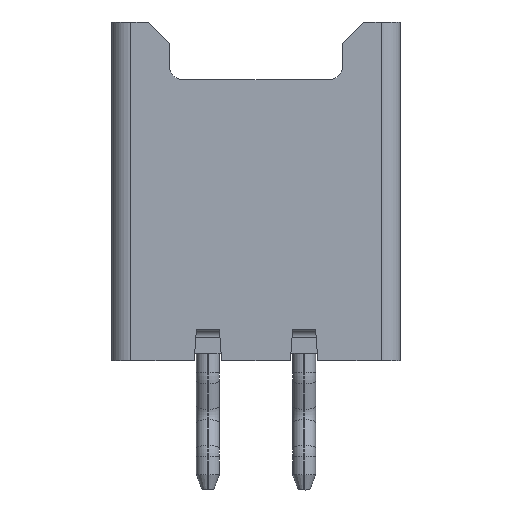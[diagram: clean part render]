
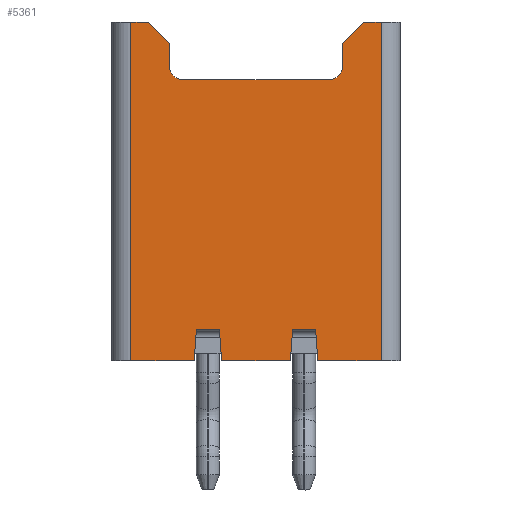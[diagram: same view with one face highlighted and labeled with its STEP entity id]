
A CAD part, front view. The second image highlights one B-rep face of the part: STEP entity #5361.
In plain terms, the highlighted planar face has unit normal (0, -1, 0).
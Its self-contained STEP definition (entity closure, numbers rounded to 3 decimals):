
#222=CIRCLE('',#5759,0.35);
#229=CIRCLE('',#5826,0.35);
#570=FACE_OUTER_BOUND('',#870,.T.);
#870=EDGE_LOOP('',(#4439,#4440,#4441,#4442,#4443,#4444,#4445,#4446,#4447,
#4448,#4449,#4450,#4451,#4452,#4453,#4454,#4455,#4456,#4457,#4458));
#1161=LINE('',#8206,#1713);
#1213=LINE('',#8315,#1765);
#1214=LINE('',#8321,#1766);
#1218=LINE('',#8329,#1770);
#1229=LINE('',#8356,#1781);
#1236=LINE('',#8369,#1788);
#1240=LINE('',#8376,#1792);
#1243=LINE('',#8382,#1795);
#1328=LINE('',#8553,#1880);
#1330=LINE('',#8556,#1882);
#1335=LINE('',#8565,#1887);
#1358=LINE('',#8615,#1910);
#1365=LINE('',#8629,#1917);
#1366=LINE('',#8632,#1918);
#1404=LINE('',#8718,#1956);
#1405=LINE('',#8720,#1957);
#1406=LINE('',#8722,#1958);
#1407=LINE('',#8723,#1959);
#1713=VECTOR('',#6810,10.);
#1765=VECTOR('',#6894,10.);
#1766=VECTOR('',#6901,10.);
#1770=VECTOR('',#6907,10.);
#1781=VECTOR('',#6926,10.);
#1788=VECTOR('',#6939,10.);
#1792=VECTOR('',#6945,10.);
#1795=VECTOR('',#6948,10.);
#1880=VECTOR('',#7107,10.);
#1882=VECTOR('',#7111,10.);
#1887=VECTOR('',#7118,10.);
#1910=VECTOR('',#7161,10.);
#1917=VECTOR('',#7178,10.);
#1918=VECTOR('',#7181,10.);
#1956=VECTOR('',#7259,10.);
#1957=VECTOR('',#7260,10.);
#1958=VECTOR('',#7261,10.);
#1959=VECTOR('',#7262,10.);
#2245=VERTEX_POINT('',#8203);
#2246=VERTEX_POINT('',#8205);
#2282=VERTEX_POINT('',#8301);
#2285=VERTEX_POINT('',#8307);
#2286=VERTEX_POINT('',#8311);
#2287=VERTEX_POINT('',#8313);
#2288=VERTEX_POINT('',#8319);
#2289=VERTEX_POINT('',#8320);
#2291=VERTEX_POINT('',#8326);
#2292=VERTEX_POINT('',#8328);
#2304=VERTEX_POINT('',#8354);
#2307=VERTEX_POINT('',#8368);
#2311=VERTEX_POINT('',#8379);
#2312=VERTEX_POINT('',#8381);
#2361=VERTEX_POINT('',#8552);
#2364=VERTEX_POINT('',#8563);
#2384=VERTEX_POINT('',#8631);
#2412=VERTEX_POINT('',#8717);
#2413=VERTEX_POINT('',#8719);
#2414=VERTEX_POINT('',#8721);
#2853=EDGE_CURVE('',#2245,#2246,#1161,.T.);
#2908=EDGE_CURVE('',#2286,#2287,#1213,.T.);
#2909=EDGE_CURVE('',#2282,#2286,#222,.T.);
#2910=EDGE_CURVE('',#2288,#2289,#1214,.T.);
#2914=EDGE_CURVE('',#2291,#2292,#1218,.T.);
#2927=EDGE_CURVE('',#2304,#2289,#1229,.T.);
#2934=EDGE_CURVE('',#2291,#2307,#1236,.T.);
#2938=EDGE_CURVE('',#2288,#2307,#1240,.T.);
#2941=EDGE_CURVE('',#2311,#2312,#1243,.T.);
#3030=EDGE_CURVE('',#2361,#2245,#1328,.T.);
#3032=EDGE_CURVE('',#2361,#2282,#1330,.T.);
#3037=EDGE_CURVE('',#2285,#2364,#1335,.T.);
#3062=EDGE_CURVE('',#2246,#2304,#1358,.T.);
#3069=EDGE_CURVE('',#2311,#2292,#1365,.T.);
#3070=EDGE_CURVE('',#2384,#2312,#1366,.T.);
#3072=EDGE_CURVE('',#2287,#2285,#229,.T.);
#3113=EDGE_CURVE('',#2364,#2412,#1404,.T.);
#3114=EDGE_CURVE('',#2412,#2413,#1405,.T.);
#3115=EDGE_CURVE('',#2413,#2414,#1406,.T.);
#3116=EDGE_CURVE('',#2414,#2384,#1407,.T.);
#4439=ORIENTED_EDGE('',*,*,#2910,.T.);
#4440=ORIENTED_EDGE('',*,*,#2927,.F.);
#4441=ORIENTED_EDGE('',*,*,#3062,.F.);
#4442=ORIENTED_EDGE('',*,*,#2853,.F.);
#4443=ORIENTED_EDGE('',*,*,#3030,.F.);
#4444=ORIENTED_EDGE('',*,*,#3032,.T.);
#4445=ORIENTED_EDGE('',*,*,#2909,.T.);
#4446=ORIENTED_EDGE('',*,*,#2908,.T.);
#4447=ORIENTED_EDGE('',*,*,#3072,.T.);
#4448=ORIENTED_EDGE('',*,*,#3037,.T.);
#4449=ORIENTED_EDGE('',*,*,#3113,.T.);
#4450=ORIENTED_EDGE('',*,*,#3114,.T.);
#4451=ORIENTED_EDGE('',*,*,#3115,.T.);
#4452=ORIENTED_EDGE('',*,*,#3116,.T.);
#4453=ORIENTED_EDGE('',*,*,#3070,.T.);
#4454=ORIENTED_EDGE('',*,*,#2941,.F.);
#4455=ORIENTED_EDGE('',*,*,#3069,.T.);
#4456=ORIENTED_EDGE('',*,*,#2914,.F.);
#4457=ORIENTED_EDGE('',*,*,#2934,.T.);
#4458=ORIENTED_EDGE('',*,*,#2938,.F.);
#4777=PLANE('',#5844);
#5361=ADVANCED_FACE('',(#570),#4777,.T.);
#5759=AXIS2_PLACEMENT_3D('',#8317,#6897,#6898);
#5826=AXIS2_PLACEMENT_3D('',#8635,#7185,#7186);
#5844=AXIS2_PLACEMENT_3D('',#8716,#7257,#7258);
#6810=DIRECTION('',(1.,0.,0.));
#6894=DIRECTION('',(-1.,0.,0.));
#6897=DIRECTION('center_axis',(0.,1.,0.));
#6898=DIRECTION('ref_axis',(0.,0.,
-1.));
#6901=DIRECTION('',(0.07,0.,-0.998));
#6907=DIRECTION('',(-1.,0.,0.));
#6926=DIRECTION('',(-1.,0.,0.));
#6939=DIRECTION('',(0.07,0.,0.998));
#6945=DIRECTION('',(-1.,0.,0.));
#6948=DIRECTION('',(-1.,0.,0.));
#7107=DIRECTION('',(0.707,0.,0.707));
#7111=DIRECTION('',(0.,0.,-1.));
#7118=DIRECTION('',(0.,0.,1.));
#7161=DIRECTION('',(0.,0.,-1.));
#7178=DIRECTION('',(0.07,0.,-0.998));
#7181=DIRECTION('',(0.07,0.,0.998));
#7185=DIRECTION('center_axis',(0.,1.,0.));
#7186=DIRECTION('ref_axis',(-1.,0.,0.));
#7257=DIRECTION('center_axis',(0.,-1.,0.));
#7258=DIRECTION('ref_axis',(0.,0.,
-1.));
#7259=DIRECTION('',(-0.707,0.,0.707));
#7260=DIRECTION('',(-1.,0.,0.));
#7261=DIRECTION('',(0.,0.,-1.));
#7262=DIRECTION('',(1.,0.,0.));
#8203=CARTESIAN_POINT('',(-13.542,-5.721,3.925));
#8205=CARTESIAN_POINT('',(-13.092,-5.721,3.925));
#8206=CARTESIAN_POINT('',(-13.542,-5.721,3.925));
#8301=CARTESIAN_POINT('',(-14.092,-5.721,2.775));
#8307=CARTESIAN_POINT('',(-18.592,-5.721,2.775));
#8311=CARTESIAN_POINT('',(-14.442,-5.721,2.425));
#8313=CARTESIAN_POINT('',(-18.242,-5.721,2.425));
#8315=CARTESIAN_POINT('',(-14.442,-5.721,2.425));
#8317=CARTESIAN_POINT('Origin',(-14.442,-5.721,2.775));
#8319=CARTESIAN_POINT('',(-14.792,-5.721,-4.075));
#8320=CARTESIAN_POINT('',(-14.736,-5.721,-4.875));
#8321=CARTESIAN_POINT('',(-14.792,-5.721,-4.075));
#8326=CARTESIAN_POINT('',(-15.448,-5.721,-4.875));
#8328=CARTESIAN_POINT('',(-17.236,-5.721,-4.875));
#8329=CARTESIAN_POINT('',(-15.448,-5.721,-4.875));
#8354=CARTESIAN_POINT('',(-13.092,-5.721,-4.875));
#8356=CARTESIAN_POINT('',(-13.092,-5.721,-4.875));
#8368=CARTESIAN_POINT('',(-15.392,-5.721,-4.075));
#8369=CARTESIAN_POINT('',(-15.448,-5.721,-4.875));
#8376=CARTESIAN_POINT('',(-14.792,-5.721,-4.075));
#8379=CARTESIAN_POINT('',(-17.292,-5.721,-4.075));
#8381=CARTESIAN_POINT('',(-17.892,-5.721,-4.075));
#8382=CARTESIAN_POINT('',(-17.292,-5.721,-4.075));
#8552=CARTESIAN_POINT('',(-14.092,-5.721,3.375));
#8553=CARTESIAN_POINT('',(-14.092,-5.721,3.375));
#8556=CARTESIAN_POINT('',(-14.092,-5.721,3.375));
#8563=CARTESIAN_POINT('',(-18.592,-5.721,3.375));
#8565=CARTESIAN_POINT('',(-18.592,-5.721,2.775));
#8615=CARTESIAN_POINT('',(-13.092,-5.721,3.925));
#8629=CARTESIAN_POINT('',(-17.292,-5.721,-4.075));
#8631=CARTESIAN_POINT('',(-17.948,-5.721,-4.875));
#8632=CARTESIAN_POINT('',(-17.948,-5.721,-4.875));
#8635=CARTESIAN_POINT('Origin',(-18.242,-5.721,2.775));
#8716=CARTESIAN_POINT('Origin',(-19.592,-5.721,-0.475));
#8717=CARTESIAN_POINT('',(-19.142,-5.721,3.925));
#8718=CARTESIAN_POINT('',(-18.592,-5.721,3.375));
#8719=CARTESIAN_POINT('',(-19.592,-5.721,3.925));
#8720=CARTESIAN_POINT('',(-19.142,-5.721,3.925));
#8721=CARTESIAN_POINT('',(-19.592,-5.721,-4.875));
#8722=CARTESIAN_POINT('',(-19.592,-5.721,3.925));
#8723=CARTESIAN_POINT('',(-19.592,-5.721,-4.875));
